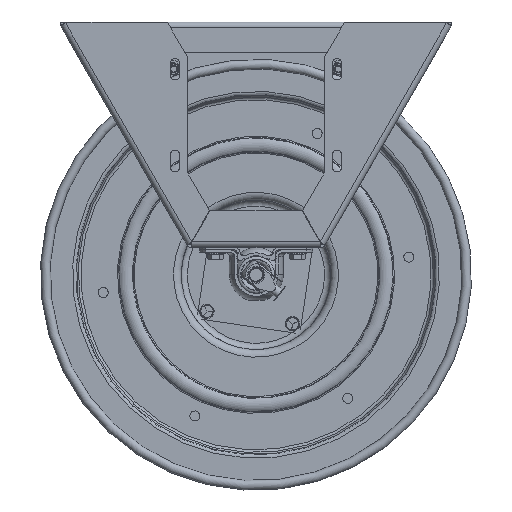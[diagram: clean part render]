
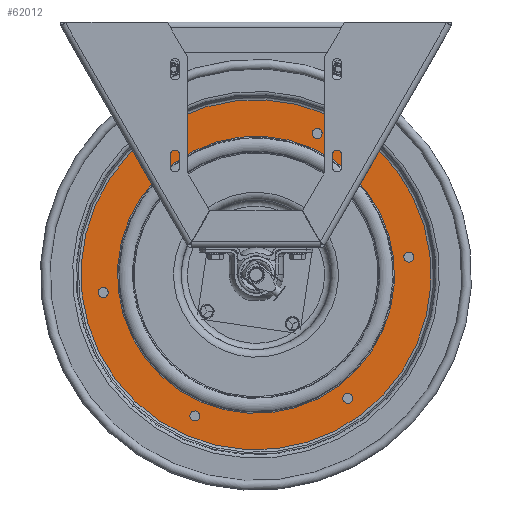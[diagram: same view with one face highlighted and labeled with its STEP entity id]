
A CAD part, front view. The second image highlights one B-rep face of the part: STEP entity #62012.
In plain terms, the highlighted planar face has unit normal (0, -1, 0).
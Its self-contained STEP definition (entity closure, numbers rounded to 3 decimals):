
#1561=FACE_BOUND('',#6791,.T.);
#1562=FACE_BOUND('',#6792,.T.);
#1563=FACE_BOUND('',#6793,.T.);
#1564=FACE_BOUND('',#6794,.T.);
#1565=FACE_BOUND('',#6795,.T.);
#1566=FACE_BOUND('',#6796,.T.);
#1567=FACE_BOUND('',#6797,.T.);
#2095=PLANE('',#65664);
#3690=FACE_OUTER_BOUND('',#6790,.T.);
#6790=EDGE_LOOP('',(#45515,#45516));
#6791=EDGE_LOOP('',(#45517,#45518));
#6792=EDGE_LOOP('',(#45519));
#6793=EDGE_LOOP('',(#45520));
#6794=EDGE_LOOP('',(#45521));
#6795=EDGE_LOOP('',(#45522));
#6796=EDGE_LOOP('',(#45523));
#6797=EDGE_LOOP('',(#45524));
#20394=CIRCLE('',#65661,5.667);
#20396=CIRCLE('',#65663,5.667);
#20397=CIRCLE('',#65665,7.159);
#20398=CIRCLE('',#65666,7.159);
#20399=CIRCLE('',#65667,0.205);
#20400=CIRCLE('',#65668,0.205);
#20401=CIRCLE('',#65669,0.205);
#20402=CIRCLE('',#65670,0.205);
#20403=CIRCLE('',#65671,0.205);
#20404=CIRCLE('',#65672,0.205);
#25406=VERTEX_POINT('',#104229);
#25407=VERTEX_POINT('',#104230);
#25408=VERTEX_POINT('',#104235);
#25409=VERTEX_POINT('',#104236);
#25410=VERTEX_POINT('',#104239);
#25411=VERTEX_POINT('',#104241);
#25412=VERTEX_POINT('',#104243);
#25413=VERTEX_POINT('',#104245);
#25414=VERTEX_POINT('',#104247);
#25415=VERTEX_POINT('',#104249);
#33522=EDGE_CURVE('',#25406,#25407,#20394,.T.);
#33524=EDGE_CURVE('',#25407,#25406,#20396,.T.);
#33525=EDGE_CURVE('',#25408,#25409,#20397,.T.);
#33526=EDGE_CURVE('',#25409,#25408,#20398,.T.);
#33527=EDGE_CURVE('',#25410,#25410,#20399,.T.);
#33528=EDGE_CURVE('',#25411,#25411,#20400,.T.);
#33529=EDGE_CURVE('',#25412,#25412,#20401,.T.);
#33530=EDGE_CURVE('',#25413,#25413,#20402,.T.);
#33531=EDGE_CURVE('',#25414,#25414,#20403,.T.);
#33532=EDGE_CURVE('',#25415,#25415,#20404,.T.);
#45515=ORIENTED_EDGE('',*,*,#33525,.T.);
#45516=ORIENTED_EDGE('',*,*,#33526,.T.);
#45517=ORIENTED_EDGE('',*,*,#33522,.F.);
#45518=ORIENTED_EDGE('',*,*,#33524,.F.);
#45519=ORIENTED_EDGE('',*,*,#33527,.T.);
#45520=ORIENTED_EDGE('',*,*,#33528,.T.);
#45521=ORIENTED_EDGE('',*,*,#33529,.T.);
#45522=ORIENTED_EDGE('',*,*,#33530,.T.);
#45523=ORIENTED_EDGE('',*,*,#33531,.T.);
#45524=ORIENTED_EDGE('',*,*,#33532,.T.);
#62012=ADVANCED_FACE('',(#3690,#1561,#1562,#1563,#1564,#1565,#1566,#1567),
#2095,.T.);
#65661=AXIS2_PLACEMENT_3D('',#104231,#74206,#74207);
#65663=AXIS2_PLACEMENT_3D('',#104233,#74210,#74211);
#65664=AXIS2_PLACEMENT_3D('',#104234,#74212,#74213);
#65665=AXIS2_PLACEMENT_3D('',#104237,#74214,#74215);
#65666=AXIS2_PLACEMENT_3D('',#104238,#74216,#74217);
#65667=AXIS2_PLACEMENT_3D('',#104240,#74218,#74219);
#65668=AXIS2_PLACEMENT_3D('',#104242,#74220,#74221);
#65669=AXIS2_PLACEMENT_3D('',#104244,#74222,#74223);
#65670=AXIS2_PLACEMENT_3D('',#104246,#74224,#74225);
#65671=AXIS2_PLACEMENT_3D('',#104248,#74226,#74227);
#65672=AXIS2_PLACEMENT_3D('',#104250,#74228,#74229);
#74206=DIRECTION('center_axis',(0.,-1.,0.));
#74207=DIRECTION('ref_axis',(0.803,0.,0.597));
#74210=DIRECTION('center_axis',(0.,-1.,0.));
#74211=DIRECTION('ref_axis',(0.803,0.,0.597));
#74212=DIRECTION('center_axis',(0.,-1.,0.));
#74213=DIRECTION('ref_axis',(0.597,0.,-0.803));
#74214=DIRECTION('center_axis',(0.,-1.,0.));
#74215=DIRECTION('ref_axis',(0.803,0.,0.597));
#74216=DIRECTION('center_axis',(0.,-1.,0.));
#74217=DIRECTION('ref_axis',(0.803,0.,0.597));
#74218=DIRECTION('center_axis',(0.,1.,0.));
#74219=DIRECTION('ref_axis',(-0.803,0.,-0.597));
#74220=DIRECTION('center_axis',(0.,1.,0.));
#74221=DIRECTION('ref_axis',(-0.918,0.,0.397));
#74222=DIRECTION('center_axis',(0.,1.,0.));
#74223=DIRECTION('ref_axis',(-0.115,0.,0.993));
#74224=DIRECTION('center_axis',(0.,1.,0.));
#74225=DIRECTION('ref_axis',(0.803,0.,0.597));
#74226=DIRECTION('center_axis',(0.,1.,0.));
#74227=DIRECTION('ref_axis',(0.918,0.,-0.397));
#74228=DIRECTION('center_axis',(0.,1.,0.));
#74229=DIRECTION('ref_axis',(0.115,0.,-0.993));
#104229=CARTESIAN_POINT('',(4.548,-4.153,3.371));
#104230=CARTESIAN_POINT('',(-3.381,-4.153,4.538));
#104231=CARTESIAN_POINT('Origin',(0.,-4.153,
-0.01));
#104233=CARTESIAN_POINT('Origin',(0.,-4.153,
-0.01));
#104234=CARTESIAN_POINT('Origin',(5.147,-4.153,3.816));
#104235=CARTESIAN_POINT('',(5.746,-4.153,4.261));
#104236=CARTESIAN_POINT('',(-4.271,-4.153,5.736));
#104237=CARTESIAN_POINT('Origin',(0.,-4.153,
-0.01));
#104238=CARTESIAN_POINT('Origin',(0.,-4.153,
-0.01));
#104239=CARTESIAN_POINT('',(-3.588,-4.153,5.161));
#104240=CARTESIAN_POINT('Origin',(-3.752,-4.153,5.038));
#104241=CARTESIAN_POINT('',(2.684,-4.153,5.682));
#104242=CARTESIAN_POINT('Origin',(2.496,-4.153,5.764));
#104243=CARTESIAN_POINT('',(6.272,-4.153,0.512));
#104244=CARTESIAN_POINT('Origin',(6.248,-4.153,0.715));
#104245=CARTESIAN_POINT('',(3.588,-4.153,-5.181));
#104246=CARTESIAN_POINT('Origin',(3.752,-4.153,-5.058));
#104247=CARTESIAN_POINT('',(-2.684,-4.153,-5.702));
#104248=CARTESIAN_POINT('Origin',(-2.496,-4.153,-5.784));
#104249=CARTESIAN_POINT('',(-6.272,-4.153,-0.532));
#104250=CARTESIAN_POINT('Origin',(-6.248,-4.153,-0.735));
